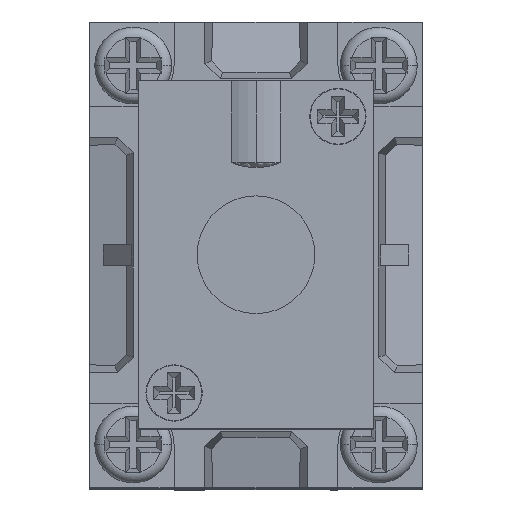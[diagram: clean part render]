
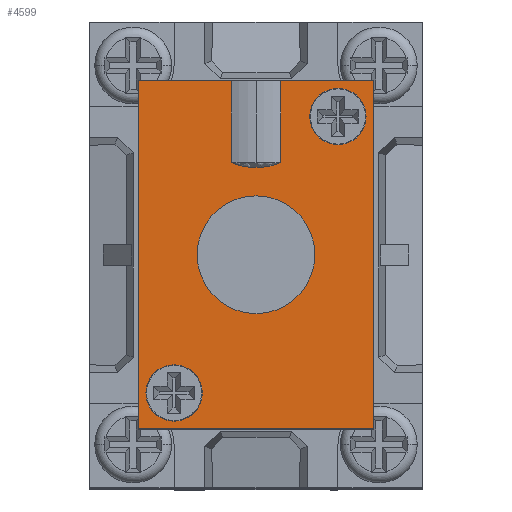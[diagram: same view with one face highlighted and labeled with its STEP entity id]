
A CAD part, top view. The second image highlights one B-rep face of the part: STEP entity #4599.
In plain terms, the highlighted planar face has unit normal (0, 0, 1).
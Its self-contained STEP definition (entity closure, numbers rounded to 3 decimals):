
#201 = CARTESIAN_POINT ( 'NONE',  ( 2.398, 17., 13. ) ) ;
#213 = CARTESIAN_POINT ( 'NONE',  ( -2.398, 17., 13. ) ) ;
#227 = CARTESIAN_POINT ( 'NONE',  ( -10.75, -13.5, 13. ) ) ;
#239 = CARTESIAN_POINT ( 'NONE',  ( 11.5, 17., 13. ) ) ;
#284 = CARTESIAN_POINT ( 'NONE',  ( 2.398, 9., 13. ) ) ;
#292 = CARTESIAN_POINT ( 'NONE',  ( 5.75, 0., 13. ) ) ;
#295 = CARTESIAN_POINT ( 'NONE',  ( -5.25, -13.5, 13. ) ) ;
#316 = CARTESIAN_POINT ( 'NONE',  ( 11.5, -17., 13. ) ) ;
#364 = CARTESIAN_POINT ( 'NONE',  ( -2.398, 9., 13. ) ) ;
#418 = CARTESIAN_POINT ( 'NONE',  ( 10.75, 13.5, 13. ) ) ;
#488 = CARTESIAN_POINT ( 'NONE',  ( 5.25, 13.5, 13. ) ) ;
#959 = CARTESIAN_POINT ( 'NONE',  ( -11.5, 17., 13. ) ) ;
#1544 = EDGE_LOOP ( 'NONE', ( #9939, #9940, #8229, #8228, #8227, #8226, #8225, #8224 ) ) ;
#1566 = EDGE_LOOP ( 'NONE', ( #9945, #9941 ) ) ;
#2362 = AXIS2_PLACEMENT_3D ( 'NONE', #7031, #7032, #7033 ) ;
#2720 = AXIS2_PLACEMENT_3D ( 'NONE', #8670, #8671, #8672 ) ;
#2734 = AXIS2_PLACEMENT_3D ( 'NONE', #8822, #8823, #8824 ) ;
#2735 = AXIS2_PLACEMENT_3D ( 'NONE', #8838, #8839, #8840 ) ;
#3426 = FACE_BOUND ( 'NONE', #10030, .T. ) ;
#3427 = FACE_BOUND ( 'NONE', #10036, .T. ) ;
#3428 = FACE_BOUND ( 'NONE', #1566, .T. ) ;
#3429 = FACE_OUTER_BOUND ( 'NONE', #1544, .T. ) ;
#4567 = LINE ( 'NONE', #8673, #4569 ) ;
#4568 = CIRCLE ( 'NONE', #2720, 2.75 ) ;
#4569 = VECTOR ( 'NONE', #8674, 1000. ) ;
#4599 = ADVANCED_FACE ( 'NONE', ( #3426, #3427, #3428, #3429 ), #7030, .T. ) ;
#4886 = ORIENTED_EDGE ( 'NONE', *, *, #7760, .F. ) ;
#5101 = VERTEX_POINT ( 'NONE', #959 ) ;
#5895 = VERTEX_POINT ( 'NONE', #201 ) ;
#5907 = VERTEX_POINT ( 'NONE', #213 ) ;
#5921 = VERTEX_POINT ( 'NONE', #227 ) ;
#5933 = VERTEX_POINT ( 'NONE', #239 ) ;
#5978 = VERTEX_POINT ( 'NONE', #284 ) ;
#5986 = VERTEX_POINT ( 'NONE', #292 ) ;
#5989 = VERTEX_POINT ( 'NONE', #295 ) ;
#6010 = VERTEX_POINT ( 'NONE', #316 ) ;
#6058 = VERTEX_POINT ( 'NONE', #364 ) ;
#6112 = VERTEX_POINT ( 'NONE', #418 ) ;
#6182 = VERTEX_POINT ( 'NONE', #488 ) ;
#7030 = PLANE ( 'NONE',  #2362 ) ;
#7031 = CARTESIAN_POINT ( 'NONE',  ( 11.5, -17., 13. ) ) ;
#7032 = DIRECTION ( 'NONE',  ( 0., 0., 1. ) ) ;
#7033 = DIRECTION ( 'NONE',  ( 1., 0., 0. ) ) ;
#7689 = EDGE_CURVE ( 'NONE', #6112, #6182, #4568, .T. ) ;
#7690 = EDGE_CURVE ( 'NONE', #9031, #6010, #4567, .T. ) ;
#7731 = EDGE_CURVE ( 'NONE', #5978, #5895, #9231, .T. ) ;
#7756 = EDGE_CURVE ( 'NONE', #5989, #5921, #9273, .T. ) ;
#7760 = EDGE_CURVE ( 'NONE', #5986, #9180, #9275, .T. ) ;
#7768 = EDGE_CURVE ( 'NONE', #5933, #5895, #9288, .T. ) ;
#7775 = EDGE_CURVE ( 'NONE', #5978, #6058, #9299, .T. ) ;
#7782 = EDGE_CURVE ( 'NONE', #5101, #9031, #9309, .T. ) ;
#7785 = EDGE_CURVE ( 'NONE', #6058, #5907, #9313, .T. ) ;
#7787 = EDGE_CURVE ( 'NONE', #5921, #5989, #9316, .T. ) ;
#7796 = EDGE_CURVE ( 'NONE', #9180, #5986, #9330, .T. ) ;
#7800 = EDGE_CURVE ( 'NONE', #5907, #5101, #9335, .T. ) ;
#7805 = EDGE_CURVE ( 'NONE', #6182, #6112, #9345, .T. ) ;
#7815 = EDGE_CURVE ( 'NONE', #6010, #5933, #9362, .T. ) ;
#8224 = ORIENTED_EDGE ( 'NONE', *, *, #7768, .T. ) ;
#8225 = ORIENTED_EDGE ( 'NONE', *, *, #7815, .T. ) ;
#8226 = ORIENTED_EDGE ( 'NONE', *, *, #7690, .T. ) ;
#8227 = ORIENTED_EDGE ( 'NONE', *, *, #7782, .T. ) ;
#8228 = ORIENTED_EDGE ( 'NONE', *, *, #7800, .T. ) ;
#8229 = ORIENTED_EDGE ( 'NONE', *, *, #7785, .T. ) ;
#8670 = CARTESIAN_POINT ( 'NONE',  ( 8., 13.5, 13. ) ) ;
#8671 = DIRECTION ( 'NONE',  ( 0., 0., 1. ) ) ;
#8672 = DIRECTION ( 'NONE',  ( 1., 0., 0. ) ) ;
#8673 = CARTESIAN_POINT ( 'NONE',  ( -11.5, -17., 13. ) ) ;
#8674 = DIRECTION ( 'NONE',  ( 1., 0., 0. ) ) ;
#8764 = CARTESIAN_POINT ( 'NONE',  ( 2.398, 9., 13. ) ) ;
#8765 = DIRECTION ( 'NONE',  ( 0., 1., 0. ) ) ;
#8822 = CARTESIAN_POINT ( 'NONE',  ( -8., -13.5, 13. ) ) ;
#8823 = DIRECTION ( 'NONE',  ( 0., 0., 1. ) ) ;
#8824 = DIRECTION ( 'NONE',  ( 1., 0., 0. ) ) ;
#8838 = CARTESIAN_POINT ( 'NONE',  ( 0., 0., 13. ) ) ;
#8839 = DIRECTION ( 'NONE',  ( 0., 0., 1. ) ) ;
#8840 = DIRECTION ( 'NONE',  ( 1., 0., 0. ) ) ;
#8856 = CARTESIAN_POINT ( 'NONE',  ( -11.5, 17., 13. ) ) ;
#8857 = DIRECTION ( 'NONE',  ( -1., 0., 0. ) ) ;
#8873 = CARTESIAN_POINT ( 'NONE',  ( 0., 14.5, 13. ) ) ;
#8874 = DIRECTION ( 'NONE',  ( 0., 0., -1. ) ) ;
#8875 = DIRECTION ( 'NONE',  ( 1., 0., 0. ) ) ;
#8891 = CARTESIAN_POINT ( 'NONE',  ( -11.5, 17., 13. ) ) ;
#8892 = DIRECTION ( 'NONE',  ( 0., -1., 0. ) ) ;
#8899 = CARTESIAN_POINT ( 'NONE',  ( -2.398, 9., 13. ) ) ;
#8900 = DIRECTION ( 'NONE',  ( 0., 1., 0. ) ) ;
#8904 = CARTESIAN_POINT ( 'NONE',  ( -8., -13.5, 13. ) ) ;
#8905 = DIRECTION ( 'NONE',  ( 0., 0., 1. ) ) ;
#8906 = DIRECTION ( 'NONE',  ( 1., 0., 0. ) ) ;
#8927 = CARTESIAN_POINT ( 'NONE',  ( 0., 0., 13. ) ) ;
#8928 = DIRECTION ( 'NONE',  ( 0., 0., 1. ) ) ;
#8929 = DIRECTION ( 'NONE',  ( 1., 0., 0. ) ) ;
#8937 = CARTESIAN_POINT ( 'NONE',  ( -11.5, 17., 13. ) ) ;
#8938 = DIRECTION ( 'NONE',  ( -1., 0., 0. ) ) ;
#8948 = CARTESIAN_POINT ( 'NONE',  ( 8., 13.5, 13. ) ) ;
#8949 = DIRECTION ( 'NONE',  ( 0., 0., 1. ) ) ;
#8950 = DIRECTION ( 'NONE',  ( 1., 0., 0. ) ) ;
#8970 = CARTESIAN_POINT ( 'NONE',  ( 11.5, 17., 13. ) ) ;
#8971 = DIRECTION ( 'NONE',  ( 0., 1., 0. ) ) ;
#8994 = CARTESIAN_POINT ( 'NONE',  ( -11.5, -17., 13. ) ) ;
#9004 = CARTESIAN_POINT ( 'NONE',  ( -5.75, 0., 13. ) ) ;
#9031 = VERTEX_POINT ( 'NONE', #8994 ) ;
#9040 = AXIS2_PLACEMENT_3D ( 'NONE', #8873, #8874, #8875 ) ;
#9045 = AXIS2_PLACEMENT_3D ( 'NONE', #8904, #8905, #8906 ) ;
#9048 = AXIS2_PLACEMENT_3D ( 'NONE', #8927, #8928, #8929 ) ;
#9051 = AXIS2_PLACEMENT_3D ( 'NONE', #8948, #8949, #8950 ) ;
#9180 = VERTEX_POINT ( 'NONE', #9004 ) ;
#9231 = LINE ( 'NONE', #8764, #9232 ) ;
#9232 = VECTOR ( 'NONE', #8765, 1000. ) ;
#9273 = CIRCLE ( 'NONE', #2734, 2.75 ) ;
#9275 = CIRCLE ( 'NONE', #2735, 5.75 ) ;
#9288 = LINE ( 'NONE', #8856, #9289 ) ;
#9289 = VECTOR ( 'NONE', #8857, 1000. ) ;
#9299 = CIRCLE ( 'NONE', #9040, 6. ) ;
#9309 = LINE ( 'NONE', #8891, #9310 ) ;
#9310 = VECTOR ( 'NONE', #8892, 1000. ) ;
#9313 = LINE ( 'NONE', #8899, #9314 ) ;
#9314 = VECTOR ( 'NONE', #8900, 1000. ) ;
#9316 = CIRCLE ( 'NONE', #9045, 2.75 ) ;
#9330 = CIRCLE ( 'NONE', #9048, 5.75 ) ;
#9335 = LINE ( 'NONE', #8937, #9336 ) ;
#9336 = VECTOR ( 'NONE', #8938, 1000. ) ;
#9345 = CIRCLE ( 'NONE', #9051, 2.75 ) ;
#9362 = LINE ( 'NONE', #8970, #9363 ) ;
#9363 = VECTOR ( 'NONE', #8971, 1000. ) ;
#9939 = ORIENTED_EDGE ( 'NONE', *, *, #7731, .F. ) ;
#9940 = ORIENTED_EDGE ( 'NONE', *, *, #7775, .T. ) ;
#9941 = ORIENTED_EDGE ( 'NONE', *, *, #7787, .F. ) ;
#9942 = ORIENTED_EDGE ( 'NONE', *, *, #7796, .F. ) ;
#9943 = ORIENTED_EDGE ( 'NONE', *, *, #7689, .F. ) ;
#9944 = ORIENTED_EDGE ( 'NONE', *, *, #7805, .F. ) ;
#9945 = ORIENTED_EDGE ( 'NONE', *, *, #7756, .F. ) ;
#10030 = EDGE_LOOP ( 'NONE', ( #4886, #9942 ) ) ;
#10036 = EDGE_LOOP ( 'NONE', ( #9943, #9944 ) ) ;
